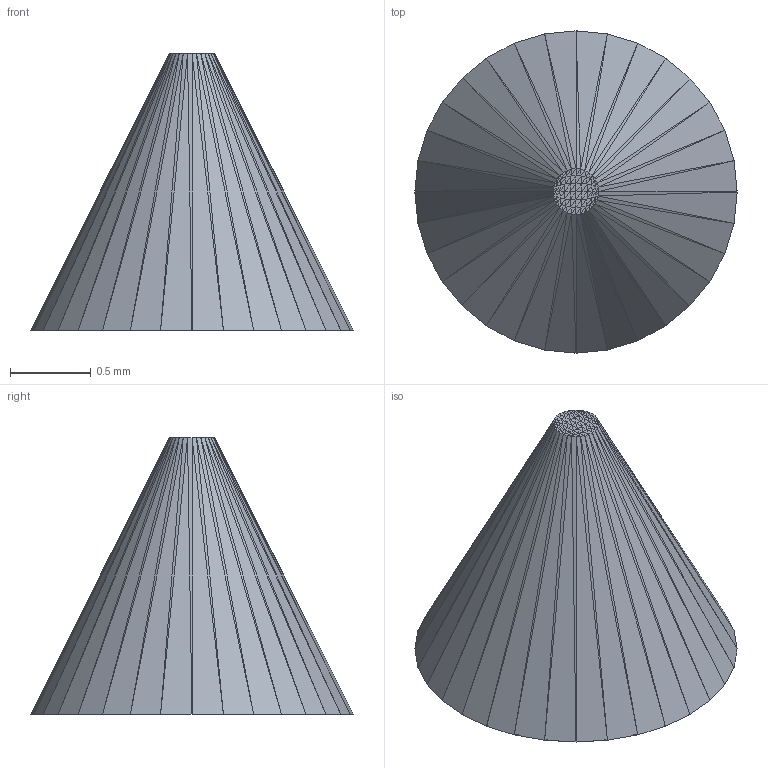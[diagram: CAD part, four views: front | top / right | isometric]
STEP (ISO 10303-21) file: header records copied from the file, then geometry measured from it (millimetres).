
FILE_DESCRIPTION(('FreeCAD Model'),'2;1');
FILE_NAME('Open CASCADE Shape Model','2023-07-19T15:35:37',('Author'),( ''),'Open CASCADE STEP processor 7.6','FreeCAD','Unknown');
FILE_SCHEMA(('AUTOMOTIVE_DESIGN { 1 0 10303 214 1 1 1 1 }'));
Length unit declared in the file: millimetre
Products named in the file (1): Cone001 (Solid)
Bounding box: 2 x 2 x 1.72 mm (x, y, z)
Volume: 2.1 mm3; surface area: 10 mm2
Topology: 1 solids, 1 shells, 312 faces, 468 edges, 158 vertices
Faces by surface type: plane 312
Entity records: 12202 total; most frequent: DIRECTION 2030, CARTESIAN_POINT 1875, LINE 1404, VECTOR 1404, ORIENTED_EDGE 936, PCURVE 936, DEFINITIONAL_REPRESENTATION 936, EDGE_CURVE 468
